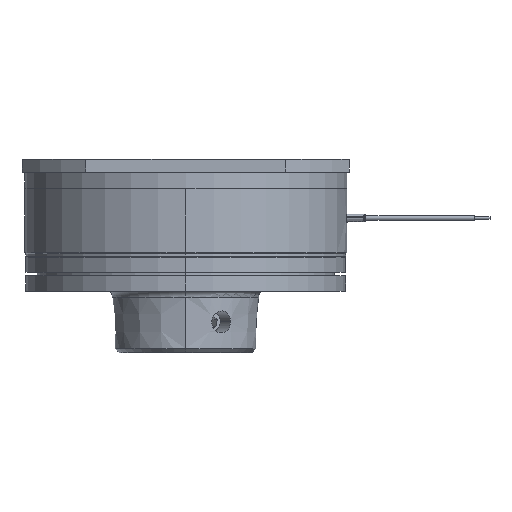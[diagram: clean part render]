
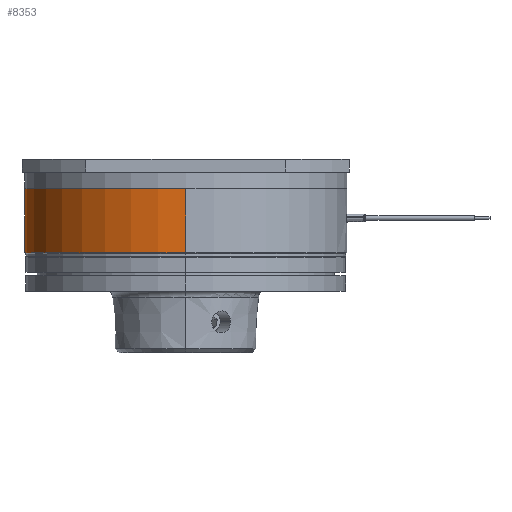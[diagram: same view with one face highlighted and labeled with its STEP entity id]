
A CAD part, left-side view. The second image highlights one B-rep face of the part: STEP entity #8353.
In plain terms, the highlighted cylindrical face has radius 63 mm (diameter 126 mm), a partial arc.
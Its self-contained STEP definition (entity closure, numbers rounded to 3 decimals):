
#28 = VERTEX_POINT ( 'NONE', #17067 ) ;
#630 = AXIS2_PLACEMENT_3D ( 'NONE', #17226, #20128, #7197 ) ;
#1600 = CIRCLE ( 'NONE', #19587, 63. ) ;
#3064 = ORIENTED_EDGE ( 'NONE', *, *, #9139, .T. ) ;
#4401 = CYLINDRICAL_SURFACE ( 'NONE', #15388, 63. ) ;
#5419 = ORIENTED_EDGE ( 'NONE', *, *, #11946, .F. ) ;
#6162 = VERTEX_POINT ( 'NONE', #23746 ) ;
#6606 = DIRECTION ( 'NONE',  ( 0., 0., 1. ) ) ;
#6788 = CARTESIAN_POINT ( 'NONE',  ( 0., 0., 5.095 ) ) ;
#7064 = CARTESIAN_POINT ( 'NONE',  ( -63., 0., -11.4 ) ) ;
#7197 = DIRECTION ( 'NONE',  ( 1., 0., 0. ) ) ;
#7393 = VECTOR ( 'NONE', #12723, 1000. ) ;
#8353 = ADVANCED_FACE ( 'NONE', ( #23763 ), #4401, .T. ) ;
#9139 = EDGE_CURVE ( 'NONE', #28, #27573, #18184, .T. ) ;
#9984 = DIRECTION ( 'NONE',  ( 0., 0., 1. ) ) ;
#10489 = EDGE_CURVE ( 'NONE', #6162, #28, #12790, .T. ) ;
#11680 = EDGE_LOOP ( 'NONE', ( #27733, #3064, #13245, #5419 ) ) ;
#11946 = EDGE_CURVE ( 'NONE', #6162, #25104, #12176, .T. ) ;
#12176 = LINE ( 'NONE', #16540, #7393 ) ;
#12723 = DIRECTION ( 'NONE',  ( 0., 0., 1. ) ) ;
#12790 = CIRCLE ( 'NONE', #630, 63. ) ;
#12920 = DIRECTION ( 'NONE',  ( 1., 0., 0. ) ) ;
#13245 = ORIENTED_EDGE ( 'NONE', *, *, #13642, .F. ) ;
#13385 = DIRECTION ( 'NONE',  ( 1., 0., 0. ) ) ;
#13642 = EDGE_CURVE ( 'NONE', #25104, #27573, #1600, .T. ) ;
#14072 = CARTESIAN_POINT ( 'NONE',  ( -63., 0., 5.095 ) ) ;
#15348 = DIRECTION ( 'NONE',  ( 0., 0., 1. ) ) ;
#15388 = AXIS2_PLACEMENT_3D ( 'NONE', #6788, #15348, #13385 ) ;
#15906 = VECTOR ( 'NONE', #9984, 1000. ) ;
#16540 = CARTESIAN_POINT ( 'NONE',  ( 63., 0., 5.095 ) ) ;
#17067 = CARTESIAN_POINT ( 'NONE',  ( -63., 0., -36.4 ) ) ;
#17226 = CARTESIAN_POINT ( 'NONE',  ( 0., 0., -36.4 ) ) ;
#18184 = LINE ( 'NONE', #14072, #15906 ) ;
#19587 = AXIS2_PLACEMENT_3D ( 'NONE', #23979, #6606, #12920 ) ;
#19714 = CARTESIAN_POINT ( 'NONE',  ( 63., 0., -11.4 ) ) ;
#20128 = DIRECTION ( 'NONE',  ( 0., 0., 1. ) ) ;
#23746 = CARTESIAN_POINT ( 'NONE',  ( 63., 0., -36.4 ) ) ;
#23763 = FACE_OUTER_BOUND ( 'NONE', #11680, .T. ) ;
#23979 = CARTESIAN_POINT ( 'NONE',  ( 0., 0., -11.4 ) ) ;
#25104 = VERTEX_POINT ( 'NONE', #19714 ) ;
#27573 = VERTEX_POINT ( 'NONE', #7064 ) ;
#27733 = ORIENTED_EDGE ( 'NONE', *, *, #10489, .T. ) ;
